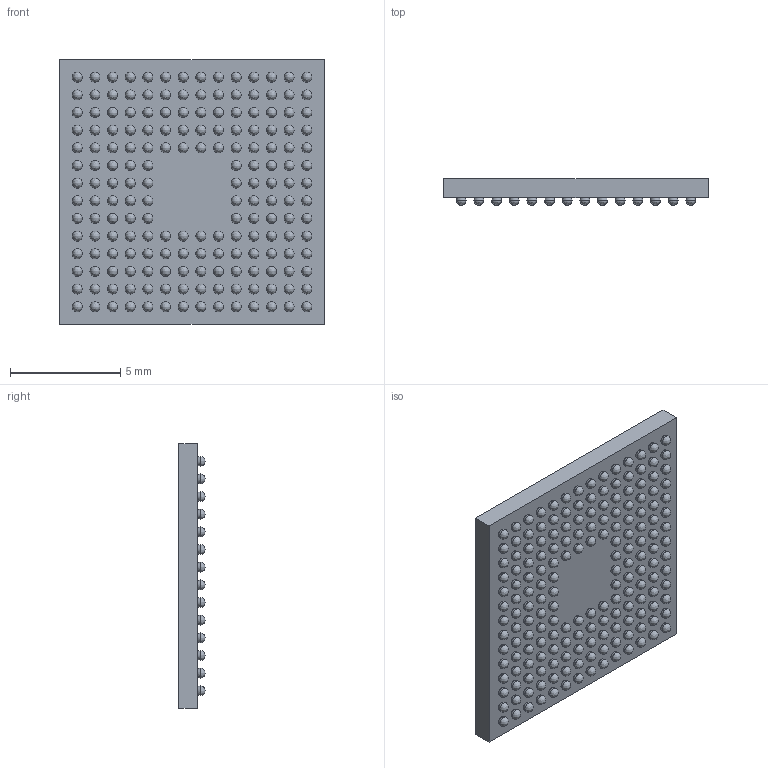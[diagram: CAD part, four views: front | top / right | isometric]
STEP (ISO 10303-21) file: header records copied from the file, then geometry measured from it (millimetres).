
FILE_DESCRIPTION (( 'STEP AP214' ), '1' );
FILE_NAME ('LPC54628J512ET180.STEP', '2024-11-22T06:18:17', ( '' ), ( '' ), 'SwSTEP 2.0', 'SolidWorks 2023', '' );
FILE_SCHEMA (( 'AUTOMOTIVE_DESIGN' ));
Length unit declared in the file: millimetre
Products named in the file (1): LPC54628J512ET180
Bounding box: 12 x 1.2 x 12 mm (x, y, z)
Volume: 129.9 mm3; surface area: 439.8 mm2
Topology: 182 solids, 182 shells, 553 faces, 1464 edges, 736 vertices
Faces by surface type: bspline 360, plane 189, cylinder 4
Entity records: 20764 total; most frequent: CARTESIAN_POINT 10674, ORIENTED_EDGE 1488, DIRECTION 1140, EDGE_CURVE 744, VERTEX_POINT 736, EDGE_LOOP 734, AXIS2_PLACEMENT_3D 562, ADVANCED_FACE 553
